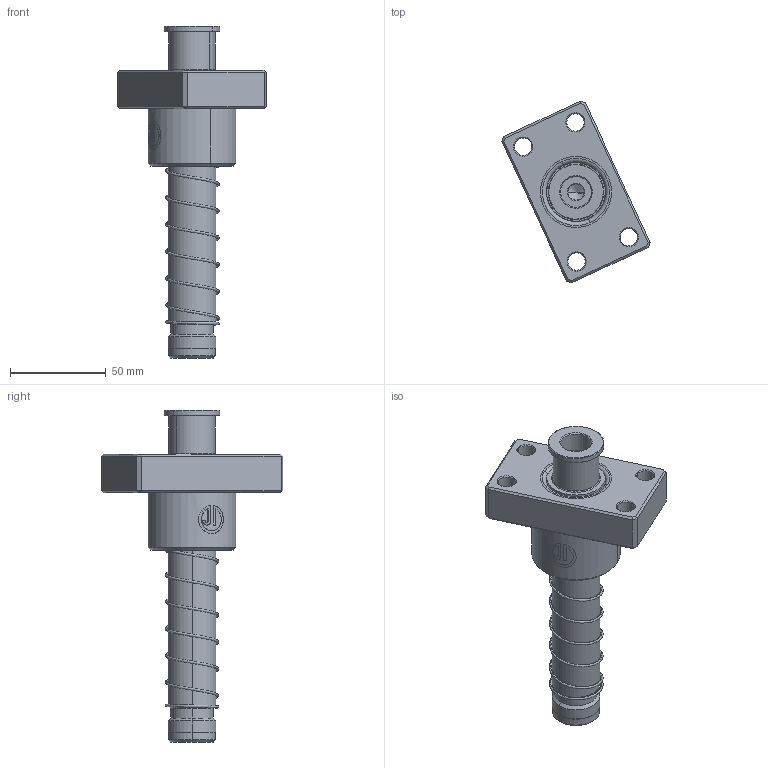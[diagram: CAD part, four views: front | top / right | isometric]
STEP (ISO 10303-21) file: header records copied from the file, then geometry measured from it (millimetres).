
FILE_DESCRIPTION (( 'STEP AP214' ), '1' );
FILE_NAME ('FKS FKJ-D25-L150.STEP', '2021-09-16T02:42:03', ( '' ), ( '' ), 'SwSTEP 2.0', 'SolidWorks 2016', '' );
FILE_SCHEMA (( 'AUTOMOTIVE_DESIGN' ));
Length unit declared in the file: millimetre
Products named in the file (146): BJ BS-30.5-25.5-L50; BALL-D3; FKS FKJ-D25-L150; SAB-25; MGK-D25-L150; BJ BS-30.5-25.5-L50郪蚾; GTK-D29-d24; HWP-D27.5-d25.5-L80; SAB-25-1
Assembly tree (139 placements, depth 3):
  BALL-D3
  BALL-D3
  BALL-D3
  FKS FKJ-D25-L150
    MGK-D25-L150
    SAB-25
      SAB-25
      SAB-25-1
    HWP-D27.5-d25.5-L80
    BJ BS-30.5-25.5-L50郪蚾
      BJ BS-30.5-25.5-L50
      BALL-D3  x128
    GTK-D29-d24
  BALL-D3
Bounding box: 77.26 x 94.72 x 173 mm (x, y, z)
Volume: 176919.4 mm3; surface area: 69260.8 mm2
Topology: 134 solids, 134 shells, 669 faces, 2685 edges, 1773 vertices
Faces by surface type: sphere 512, plane 49, cylinder 44, cone 42, bspline 14, torus 8
Entity records: 29932 total; most frequent: CARTESIAN_POINT 16845, ORIENTED_EDGE 2284, DIRECTION 2066, EDGE_CURVE 1142, AXIS2_PLACEMENT_3D 951, VERTEX_POINT 737, EDGE_LOOP 683, B_SPLINE_CURVE_WITH_KNOTS 577
